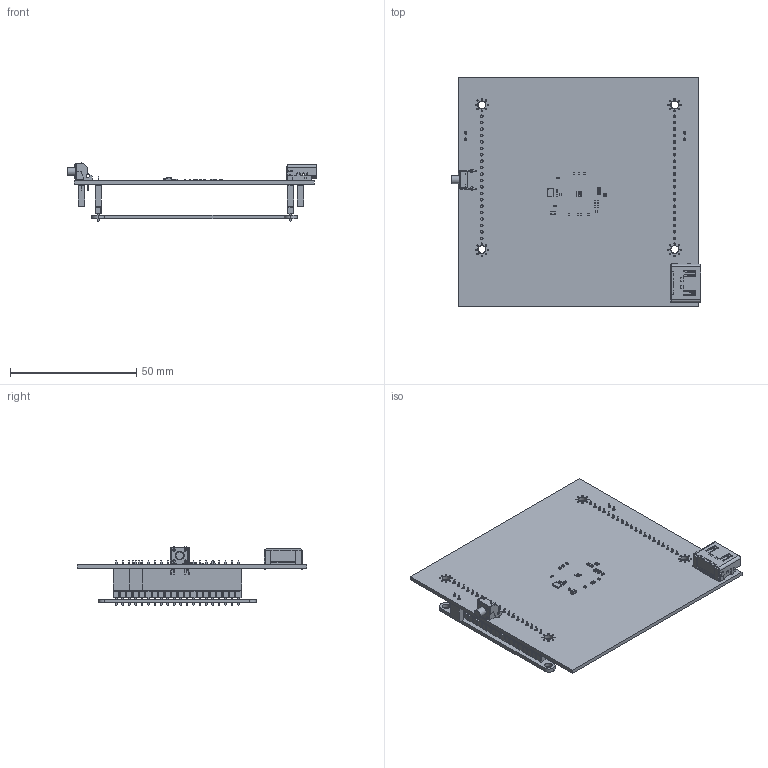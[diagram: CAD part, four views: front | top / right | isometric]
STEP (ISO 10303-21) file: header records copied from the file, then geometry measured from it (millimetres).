
FILE_DESCRIPTION(('KiCad electronic assembly'),'2;1');
FILE_NAME('GameConsoleRev1.step','2025-06-12T15:44:26',('Pcbnew'),( 'Kicad'),'Open CASCADE STEP processor 7.8','KiCad to STEP converter' ,'Unknown');
FILE_SCHEMA(('AUTOMOTIVE_DESIGN { 1 0 10303 214 1 1 1 1 }'));
Length unit declared in the file: millimetre
Products named in the file (12): GameConsoleRev1 1; C_0402_1005Metric; C_0805_2012Metric; SW_Tactile_SPST_Angled_PTS645Vx58-2LFS; Crystal_SMD_3225-4Pin_3.2x2.5mm; HDMI_A_Molex_208658-1001_Horizontal; PinSocket_1x02_P2.54mm_Vertical; PinSocket_1x20_P2.54mm_Vertical; Adafruit 2.8 TFT Breakout v2; Adafruit 2.8 TFT Breakout v2_PCB; PinHeader_1x20_P2.54mm_Vertical; GameConsoleRev1_PCB
Assembly tree (35 placements, depth 3):
  GameConsoleRev1 1
    C_0402_1005Metric  x22
    C_0805_2012Metric
    SW_Tactile_SPST_Angled_PTS645Vx58-2LFS
    Crystal_SMD_3225-4Pin_3.2x2.5mm
    HDMI_A_Molex_208658-1001_Horizontal
    PinSocket_1x02_P2.54mm_Vertical  x2
    PinSocket_1x20_P2.54mm_Vertical  x2
    Adafruit 2.8 TFT Breakout v2
      Adafruit 2.8 TFT Breakout v2_PCB
    PinHeader_1x20_P2.54mm_Vertical  x2
    GameConsoleRev1_PCB
Bounding box: 98.8 x 90.6 x 23.19 mm (x, y, z)
Volume: 22859.1 mm3; surface area: 34206.3 mm2
Topology: 34 solids, 34 shells, 3570 faces, 9205 edges, 5941 vertices
Faces by surface type: plane 3060, cylinder 505, sphere 4, torus 1
Full cylindrical faces by diameter (mm): 0.212 x9, 0.5 x32, 0.8 x4, 0.99 x2, 1 x88, 1.2 x2, 1.3 x2, 3 x4, 3.14 x1, 3.2 x4, 3.5 x1
Entity records: 73222 total; most frequent: CARTESIAN_POINT 10130, ORIENTED_EDGE 9962, DIRECTION 9389, EDGE_CURVE 4979, LINE 4453, VECTOR 4453, VERTEX_POINT 3209, AXIS2_PLACEMENT_3D 2468
